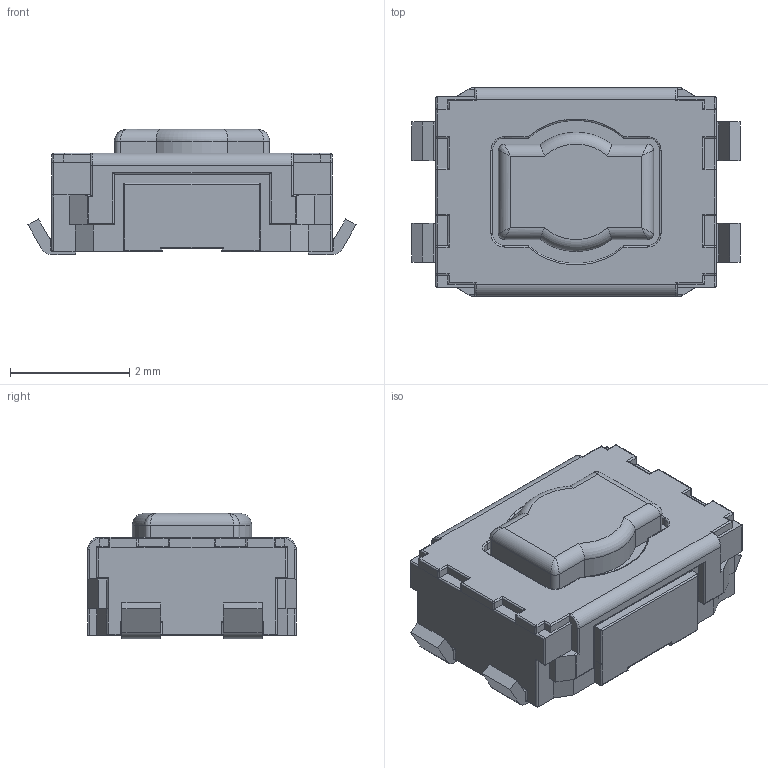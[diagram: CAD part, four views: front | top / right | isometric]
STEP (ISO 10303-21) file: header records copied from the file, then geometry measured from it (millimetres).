
FILE_DESCRIPTION(/* description */ (''),/* implementation_level */ '2;1');
FILE_NAME(/* name */ 'Panasonic - EVQP2.step',/* time_stamp */ '2019-12-04T17:54:35+00:00',/* author */ (''),/* organization */ (''),/* preprocessor_version */ 'ST-DEVELOPER v18',/* originating_system */ 'Autodesk Translation Framework v8.12.0.6',/* authorisation */ '');
FILE_SCHEMA (('AUTOMOTIVE_DESIGN { 1 0 10303 214 3 1 1 }'));
Length unit declared in the file: millimetre
Products named in the file (1): Panasonic - EVQP2
Bounding box: 5.5 x 3.5 x 2.1 mm (x, y, z)
Volume: 27.3 mm3; surface area: 69.9 mm2
Topology: 1 solids, 1 shells, 356 faces, 874 edges, 518 vertices
Faces by surface type: plane 161, cylinder 159, torus 20, sphere 12, bspline 4
Entity records: 10606 total; most frequent: CARTESIAN_POINT 1957, DIRECTION 1807, ORIENTED_EDGE 1740, EDGE_CURVE 870, LINE 607, VECTOR 607, AXIS2_PLACEMENT_3D 600, VERTEX_POINT 518
